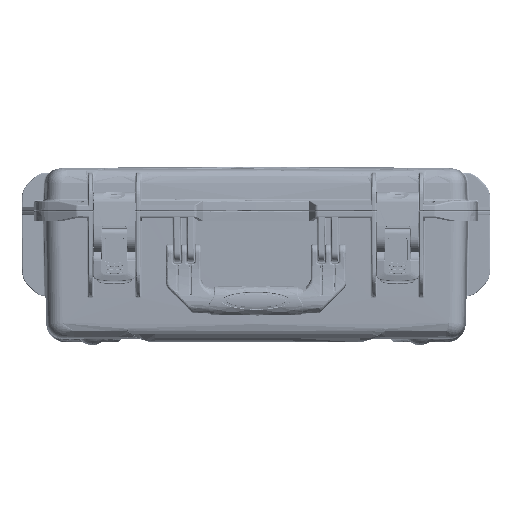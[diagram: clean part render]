
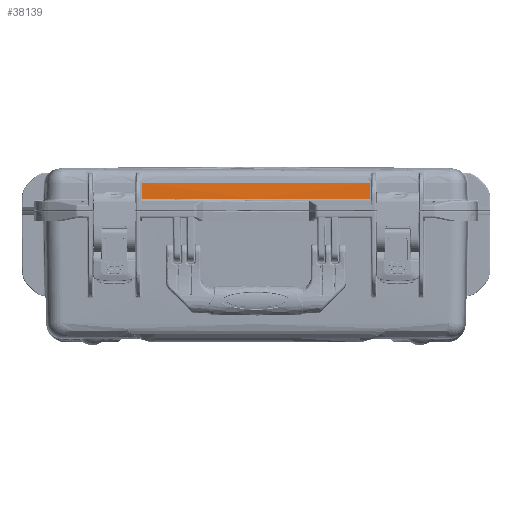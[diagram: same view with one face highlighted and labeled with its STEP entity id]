
A CAD part, front view. The second image highlights one B-rep face of the part: STEP entity #38139.
In plain terms, the highlighted conical face has half-angle 2.5 degrees and reference radius 12251.5 mm.
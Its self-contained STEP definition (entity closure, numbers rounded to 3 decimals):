
#285 = CARTESIAN_POINT ( 'NONE',  ( 36.98, 272.583, 386.12 ) ) ;
#5434 = CARTESIAN_POINT ( 'NONE',  ( 70.074, 272.544, 385.979 ) ) ;
#13334 = B_SPLINE_CURVE_WITH_KNOTS ( 'NONE', 3,
 ( #171560, #240003, #255876, #48943, #275553, #212296, #257267, #191242, #68647, #47558, #92473, #63437, #154313, #70013, #27875, #189856, #192642, #133229, #134601, #178139, #26506, #40976, #220269, #112132, #263822, #285, #197814, #149095, #168793, #5434, #234794, #147708, #146329, #39603, #176748, #262442, #125262, #19927 ),
 .UNSPECIFIED., .F., .F.,
 ( 4, 2, 2, 2, 2, 2, 2, 2, 2, 2, 2, 2, 2, 2, 2, 2, 2, 2, 4 ),
 ( 0., 0.062, 0.125, 0.187, 0.25, 0.312, 0.375, 0.437, 0.469, 0.484, 0.5, 0.562, 0.625, 0.687, 0.75, 0.813, 0.875, 0.938, 1. ),
 .UNSPECIFIED. ) ;
#15012 = CARTESIAN_POINT ( 'NONE',  ( -89.735, 253.45, 388.445 ) ) ;
#17177 = DIRECTION ( 'NONE',  ( 1., 0., 0. ) ) ;
#19927 = CARTESIAN_POINT ( 'NONE',  ( 134.767, 272.406, 385.451 ) ) ;
#21548 = CARTESIAN_POINT ( 'NONE',  ( 134.767, 272.406, 385.451 ) ) ;
#25606 = VERTEX_POINT ( 'NONE', #46540 ) ;
#26506 = CARTESIAN_POINT ( 'NONE',  ( -1.149, 272.598, 386.173 ) ) ;
#27875 = CARTESIAN_POINT ( 'NONE',  ( -20.726, 272.593, 386.157 ) ) ;
#32798 = B_SPLINE_CURVE_WITH_KNOTS ( 'NONE', 3,
 ( #272193, #164067, #249722, #185119 ),
 .UNSPECIFIED., .F., .F.,
 ( 4, 4 ),
 ( 0., 1. ),
 .UNSPECIFIED. ) ;
#38139 = ADVANCED_FACE ( 'NONE', ( #142218 ), #145310, .T. ) ;
#39603 = CARTESIAN_POINT ( 'NONE',  ( 104.708, 272.48, 385.739 ) ) ;
#40976 = CARTESIAN_POINT ( 'NONE',  ( 5.282, 272.598, 386.173 ) ) ;
#46540 = CARTESIAN_POINT ( 'NONE',  ( -134.6, 253.407, 387.954 ) ) ;
#47471 = CARTESIAN_POINT ( 'NONE',  ( -134.712, 266.073, 386.285 ) ) ;
#47558 = CARTESIAN_POINT ( 'NONE',  ( -58.709, 272.56, 386.037 ) ) ;
#48943 = CARTESIAN_POINT ( 'NONE',  ( -110.579, 272.467, 385.688 ) ) ;
#63437 = CARTESIAN_POINT ( 'NONE',  ( -42.193, 272.578, 386.103 ) ) ;
#63910 = EDGE_CURVE ( 'NONE', #220632, #237606, #32798, .T. ) ;
#68647 = CARTESIAN_POINT ( 'NONE',  ( -69.932, 272.544, 385.98 ) ) ;
#70013 = CARTESIAN_POINT ( 'NONE',  ( -26.037, 272.59, 386.147 ) ) ;
#71800 = CARTESIAN_POINT ( 'NONE',  ( -134.767, 272.406, 385.451 ) ) ;
#76549 = B_SPLINE_CURVE_WITH_KNOTS ( 'NONE', 3,
 ( #207414, #15012, #272023, #79597 ),
 .UNSPECIFIED., .F., .F.,
 ( 4, 4 ),
 ( 0., 1. ),
 .UNSPECIFIED. ) ;
#79597 = CARTESIAN_POINT ( 'NONE',  ( 0., 253.472, 388.691 ) ) ;
#79747 = CARTESIAN_POINT ( 'NONE',  ( 134.6, 253.407, 387.954 ) ) ;
#80400 = DIRECTION ( 'NONE',  ( 0., -0.996, 0.087 ) ) ;
#85380 = EDGE_CURVE ( 'NONE', #91965, #237606, #13334, .T. ) ;
#88441 = B_SPLINE_CURVE_WITH_KNOTS ( 'NONE', 3,
 ( #115946, #204380, #184707, #139797 ),
 .UNSPECIFIED., .F., .F.,
 ( 4, 4 ),
 ( 0., 1. ),
 .UNSPECIFIED. ) ;
#91965 = VERTEX_POINT ( 'NONE', #255373 ) ;
#92303 = B_SPLINE_CURVE_WITH_KNOTS ( 'NONE', 3,
 ( #71800, #47471, #128991, #192210 ),
 .UNSPECIFIED., .F., .F.,
 ( 4, 4 ),
 ( 0., 1. ),
 .UNSPECIFIED. ) ;
#92473 = CARTESIAN_POINT ( 'NONE',  ( -53.16, 272.566, 386.062 ) ) ;
#112132 = CARTESIAN_POINT ( 'NONE',  ( 20.963, 272.593, 386.156 ) ) ;
#115946 = CARTESIAN_POINT ( 'NONE',  ( 0., 253.472, 388.691 ) ) ;
#125262 = CARTESIAN_POINT ( 'NONE',  ( 128.654, 272.423, 385.516 ) ) ;
#128991 = CARTESIAN_POINT ( 'NONE',  ( -134.656, 259.74, 387.12 ) ) ;
#133229 = CARTESIAN_POINT ( 'NONE',  ( -6.33, 272.597, 386.171 ) ) ;
#134601 = CARTESIAN_POINT ( 'NONE',  ( -5.032, 272.598, 386.172 ) ) ;
#139797 = CARTESIAN_POINT ( 'NONE',  ( 134.6, 253.407, 387.954 ) ) ;
#142218 = FACE_OUTER_BOUND ( 'NONE', #162251, .T. ) ;
#145310 = CONICAL_SURFACE ( 'NONE', #230537, 12251.472, 0.044 ) ;
#146329 = CARTESIAN_POINT ( 'NONE',  ( 92.988, 272.504, 385.831 ) ) ;
#147708 = CARTESIAN_POINT ( 'NONE',  ( 87.193, 272.515, 385.872 ) ) ;
#149095 = CARTESIAN_POINT ( 'NONE',  ( 53.335, 272.566, 386.061 ) ) ;
#154313 = CARTESIAN_POINT ( 'NONE',  ( -36.773, 272.583, 386.12 ) ) ;
#154898 = EDGE_CURVE ( 'NONE', #91965, #25606, #92303, .T. ) ;
#162251 = EDGE_LOOP ( 'NONE', ( #210104, #249359, #178674, #231787, #228011 ) ) ;
#164067 = CARTESIAN_POINT ( 'NONE',  ( 134.656, 259.74, 387.12 ) ) ;
#168525 = EDGE_CURVE ( 'NONE', #25606, #204941, #76549, .T. ) ;
#168793 = CARTESIAN_POINT ( 'NONE',  ( 58.873, 272.559, 386.036 ) ) ;
#171560 = CARTESIAN_POINT ( 'NONE',  ( -134.767, 272.406, 385.451 ) ) ;
#176748 = CARTESIAN_POINT ( 'NONE',  ( 110.633, 272.467, 385.688 ) ) ;
#178139 = CARTESIAN_POINT ( 'NONE',  ( -2.443, 272.598, 386.172 ) ) ;
#178674 = ORIENTED_EDGE ( 'NONE', *, *, #63910, .T. ) ;
#184707 = CARTESIAN_POINT ( 'NONE',  ( 89.735, 253.45, 388.445 ) ) ;
#185119 = CARTESIAN_POINT ( 'NONE',  ( 134.767, 272.406, 385.451 ) ) ;
#189856 = CARTESIAN_POINT ( 'NONE',  ( -12.845, 272.596, 386.166 ) ) ;
#191242 = CARTESIAN_POINT ( 'NONE',  ( -75.607, 272.535, 385.947 ) ) ;
#192210 = CARTESIAN_POINT ( 'NONE',  ( -134.6, 253.407, 387.954 ) ) ;
#192642 = CARTESIAN_POINT ( 'NONE',  ( -10.231, 272.597, 386.169 ) ) ;
#197814 = CARTESIAN_POINT ( 'NONE',  ( 42.391, 272.578, 386.103 ) ) ;
#204380 = CARTESIAN_POINT ( 'NONE',  ( 44.868, 253.472, 388.691 ) ) ;
#204941 = VERTEX_POINT ( 'NONE', #225630 ) ;
#207414 = CARTESIAN_POINT ( 'NONE',  ( -134.6, 253.407, 387.954 ) ) ;
#210104 = ORIENTED_EDGE ( 'NONE', *, *, #168525, .T. ) ;
#212296 = CARTESIAN_POINT ( 'NONE',  ( -92.896, 272.504, 385.831 ) ) ;
#219205 = EDGE_CURVE ( 'NONE', #204941, #220632, #88441, .T. ) ;
#220269 = CARTESIAN_POINT ( 'NONE',  ( 10.474, 272.597, 386.169 ) ) ;
#220632 = VERTEX_POINT ( 'NONE', #79747 ) ;
#225630 = CARTESIAN_POINT ( 'NONE',  ( 0., 253.472, 388.691 ) ) ;
#227896 = CARTESIAN_POINT ( 'NONE',  ( 0., -804.751, -11817.42 ) ) ;
#228011 = ORIENTED_EDGE ( 'NONE', *, *, #154898, .T. ) ;
#230537 = AXIS2_PLACEMENT_3D ( 'NONE', #227896, #80400, #17177 ) ;
#231787 = ORIENTED_EDGE ( 'NONE', *, *, #85380, .F. ) ;
#234794 = CARTESIAN_POINT ( 'NONE',  ( 75.737, 272.535, 385.946 ) ) ;
#237606 = VERTEX_POINT ( 'NONE', #21548 ) ;
#240003 = CARTESIAN_POINT ( 'NONE',  ( -128.64, 272.423, 385.517 ) ) ;
#249359 = ORIENTED_EDGE ( 'NONE', *, *, #219205, .T. ) ;
#249722 = CARTESIAN_POINT ( 'NONE',  ( 134.712, 266.073, 386.285 ) ) ;
#255373 = CARTESIAN_POINT ( 'NONE',  ( -134.767, 272.406, 385.451 ) ) ;
#255876 = CARTESIAN_POINT ( 'NONE',  ( -122.577, 272.438, 385.577 ) ) ;
#257267 = CARTESIAN_POINT ( 'NONE',  ( -87.088, 272.515, 385.873 ) ) ;
#262442 = CARTESIAN_POINT ( 'NONE',  ( 122.605, 272.438, 385.577 ) ) ;
#263822 = CARTESIAN_POINT ( 'NONE',  ( 26.265, 272.59, 386.146 ) ) ;
#272023 = CARTESIAN_POINT ( 'NONE',  ( -44.868, 253.472, 388.691 ) ) ;
#272193 = CARTESIAN_POINT ( 'NONE',  ( 134.6, 253.407, 387.954 ) ) ;
#275553 = CARTESIAN_POINT ( 'NONE',  ( -104.641, 272.48, 385.739 ) ) ;
